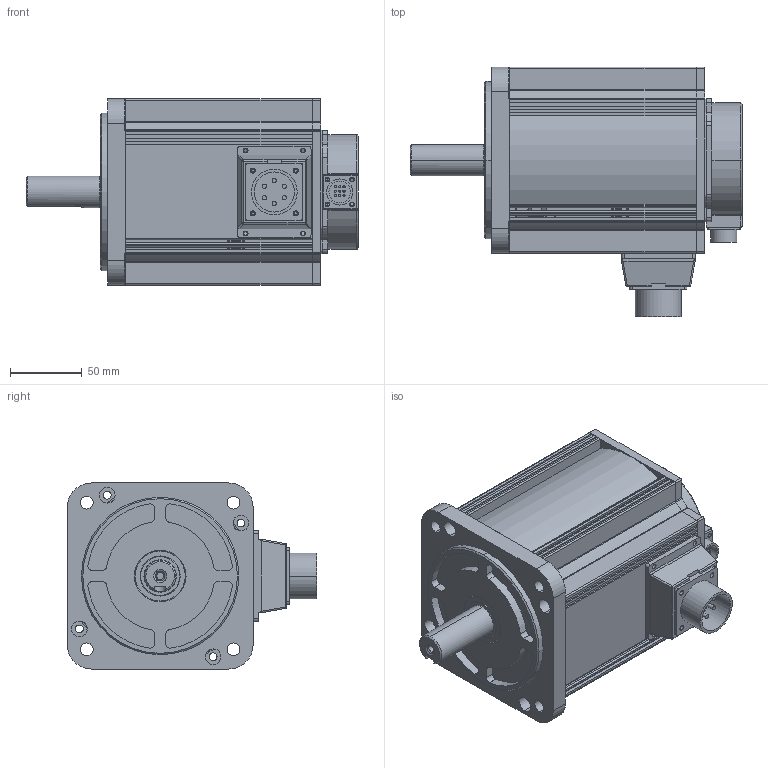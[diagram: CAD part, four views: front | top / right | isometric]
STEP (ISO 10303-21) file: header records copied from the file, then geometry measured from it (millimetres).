
FILE_DESCRIPTION (( 'STEP AP203' ), '1' );
FILE_NAME ('MS6H-130-11515棠晤蚾饜极.STEP', '2020-03-23T08:09:12', ( '' ), ( '' ), 'SwSTEP 2.0', 'SolidWorks 2016', '' );
FILE_SCHEMA (( 'CONFIG_CONTROL_DESIGN' ));
Length unit declared in the file: millimetre
Products named in the file (1): MS6H-130-11515棠晤蚾饜极
Bounding box: 232 x 174.5 x 130 mm (x, y, z)
Surface area: 203055.1 mm2 (no closed solid volume)
Topology: 0 solids, 163 shells, 2334 faces, 8329 edges, 6083 vertices
Faces by surface type: cylinder 1275, plane 958, torus 34, cone 31, bspline 22, sphere 14
Entity records: 90560 total; most frequent: CARTESIAN_POINT 18108, DIRECTION 16243, ORIENTED_EDGE 12900, EDGE_CURVE 8304, VERTEX_POINT 6082, AXIS2_PLACEMENT_3D 5719, VECTOR 4805, LINE 4805
